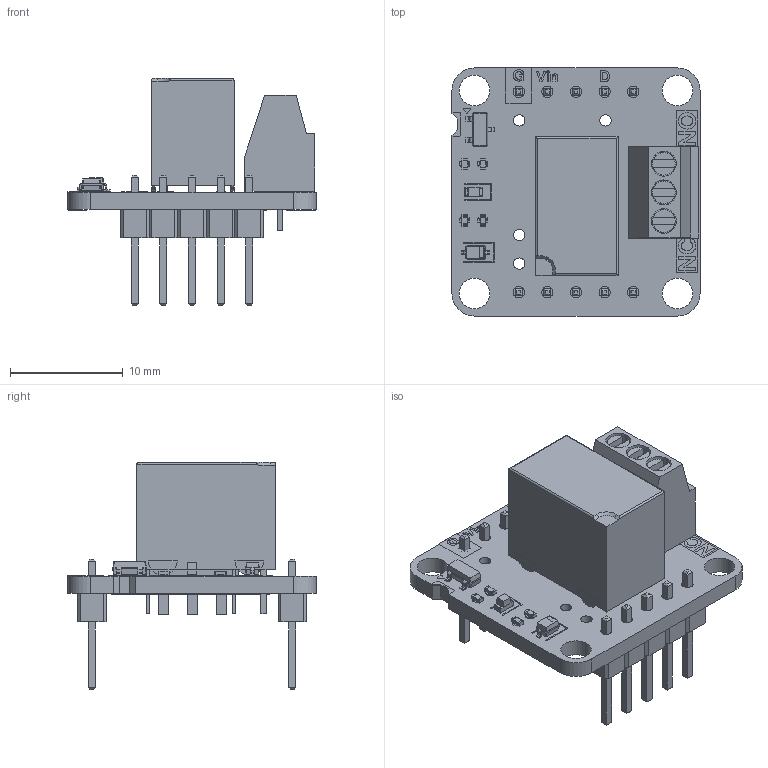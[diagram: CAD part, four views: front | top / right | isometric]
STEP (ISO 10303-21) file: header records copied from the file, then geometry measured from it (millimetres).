
FILE_DESCRIPTION(('KiCad electronic assembly'),'2;1');
FILE_NAME('STP_AX22_0014.step','2025-07-07T21:24:24',('Pcbnew'),('Kicad' ),'Open CASCADE STEP processor 7.8','KiCad to STEP converter', 'Unknown');
FILE_SCHEMA(('AUTOMOTIVE_DESIGN { 1 0 10303 214 1 1 1 1 }'));
Length unit declared in the file: millimetre
Products named in the file (10): STP_AX22_0014 1; R_0402_1005Metric; LED_0603_1608Metric; D_SOD-323; Relay_SPDT_Omron_G5V-1; PinHeader_1x05_P2.54mm_Vertical; SOT-23; TerminalBlock_Phoenix_MPT-0,5-3-2.54_1x03_P2.54mm_Horizontal; AX22_Relay-3A_silkscreen; AX22_Relay-3A_PCB
Assembly tree (13 placements, depth 2):
  STP_AX22_0014 1
    R_0402_1005Metric  x4
    LED_0603_1608Metric
    D_SOD-323
    Relay_SPDT_Omron_G5V-1
    PinHeader_1x05_P2.54mm_Vertical  x2
    SOT-23
    TerminalBlock_Phoenix_MPT-0,5-3-2.54_1x03_P2.54mm_Horizontal
    AX22_Relay-3A_silkscreen
    AX22_Relay-3A_PCB
Bounding box: 22 x 22 x 20.14 mm (x, y, z)
Volume: 2034.9 mm3; surface area: 3036.7 mm2
Topology: 12 solids, 59 shells, 809 faces, 3049 edges, 2354 vertices
Faces by surface type: plane 638, cylinder 105, bspline 65, cone 1
Full cylindrical faces by diameter (mm): 1 x16, 1.1 x3, 1.2 x3, 2 x3, 2.2 x3, 2.7 x4
Entity records: 30436 total; most frequent: CARTESIAN_POINT 5479, DIRECTION 3956, ORIENTED_EDGE 3915, EDGE_CURVE 2549, LINE 2102, VECTOR 2102, VERTEX_POINT 2038, AXIS2_PLACEMENT_3D 927
